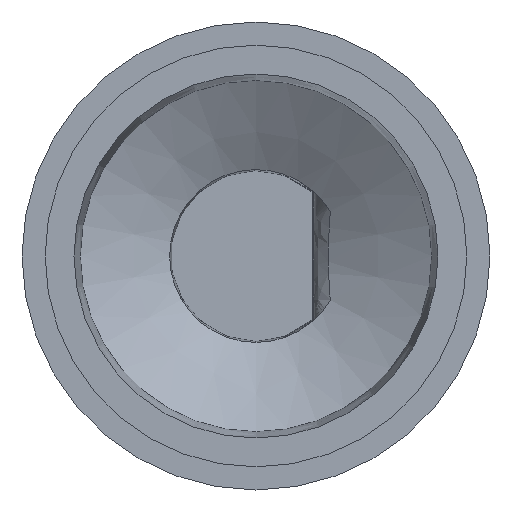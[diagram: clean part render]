
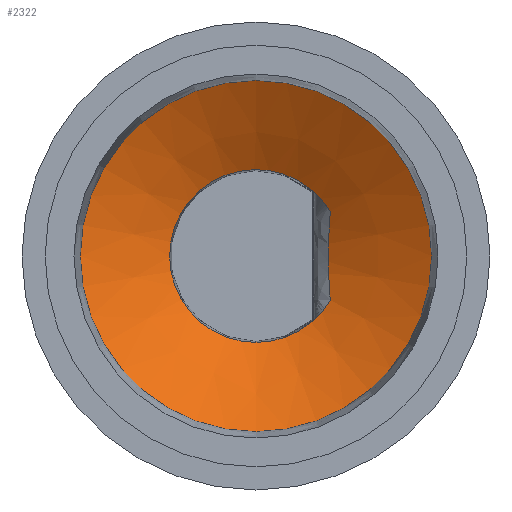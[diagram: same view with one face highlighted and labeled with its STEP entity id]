
A CAD part, front view. The second image highlights one B-rep face of the part: STEP entity #2322.
In plain terms, the highlighted conical face has half-angle 60 degrees and reference radius 4.536 mm.
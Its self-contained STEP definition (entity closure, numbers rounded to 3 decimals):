
#15=B_SPLINE_CURVE_WITH_KNOTS('',3,(#4077,#4078,#4079,#4080,#4081),
 .UNSPECIFIED.,.F.,.F.,(4,1,4),(0.584,0.732,0.946),
 .UNSPECIFIED.);
#16=B_SPLINE_CURVE_WITH_KNOTS('',3,(#4083,#4084,#4085,#4086),
 .UNSPECIFIED.,.F.,.F.,(4,4),(-0.015,0.),.UNSPECIFIED.);
#125=CONICAL_SURFACE('',#2590,4.536,1.047);
#338=FACE_OUTER_BOUND('',#457,.T.);
#457=EDGE_LOOP('',(#2000,#2001,#2002,#2003,#2004,#2005,#2006));
#550=CIRCLE('',#2591,2.99);
#551=CIRCLE('',#2592,2.99);
#552=CIRCLE('',#2593,6.081);
#669=LINE('',#4110,#792);
#792=VECTOR('',#3204,4.536);
#1017=VERTEX_POINT('',#4061);
#1018=VERTEX_POINT('',#4076);
#1019=VERTEX_POINT('',#4082);
#1021=VERTEX_POINT('',#4106);
#1022=VERTEX_POINT('',#4109);
#1351=EDGE_CURVE('',#1017,#1018,#15,.T.);
#1352=EDGE_CURVE('',#1018,#1019,#16,.T.);
#1355=EDGE_CURVE('',#1019,#1021,#550,.T.);
#1356=EDGE_CURVE('',#1021,#1017,#551,.T.);
#1357=EDGE_CURVE('',#1021,#1022,#669,.T.);
#1358=EDGE_CURVE('',#1022,#1022,#552,.T.);
#2000=ORIENTED_EDGE('',*,*,#1355,.F.);
#2001=ORIENTED_EDGE('',*,*,#1352,.F.);
#2002=ORIENTED_EDGE('',*,*,#1351,.F.);
#2003=ORIENTED_EDGE('',*,*,#1356,.F.);
#2004=ORIENTED_EDGE('',*,*,#1357,.T.);
#2005=ORIENTED_EDGE('',*,*,#1358,.T.);
#2006=ORIENTED_EDGE('',*,*,#1357,.F.);
#2322=ADVANCED_FACE('',(#338),#125,.F.);
#2590=AXIS2_PLACEMENT_3D('',#4105,#3198,#3199);
#2591=AXIS2_PLACEMENT_3D('',#4107,#3200,#3201);
#2592=AXIS2_PLACEMENT_3D('',#4108,#3202,#3203);
#2593=AXIS2_PLACEMENT_3D('',#4111,#3205,#3206);
#3198=DIRECTION('center_axis',(0.,-1.,0.));
#3199=DIRECTION('ref_axis',(0.,0.,
1.));
#3200=DIRECTION('center_axis',(0.,-1.,0.));
#3201=DIRECTION('ref_axis',(0.,0.,
1.));
#3202=DIRECTION('center_axis',(0.,-1.,0.));
#3203=DIRECTION('ref_axis',(0.,0.,
1.));
#3204=DIRECTION('',(0.,-0.5,-0.866));
#3205=DIRECTION('center_axis',(0.,-1.,0.));
#3206=DIRECTION('ref_axis',(1.,0.,0.));
#4061=CARTESIAN_POINT('',(-1.195,-3.269,-12.787));
#4076=CARTESIAN_POINT('',(-1.194,-3.27,-9.735));
#4077=CARTESIAN_POINT('Ctrl Pts',(-1.195,-3.269,-12.787));
#4078=CARTESIAN_POINT('Ctrl Pts',(-1.227,-3.128,-12.367));
#4079=CARTESIAN_POINT('Ctrl Pts',(-1.299,-2.875,-11.351));
#4080=CARTESIAN_POINT('Ctrl Pts',(-1.238,-3.071,-10.344));
#4081=CARTESIAN_POINT('Ctrl Pts',(-1.194,-3.27,-9.735));
#4082=CARTESIAN_POINT('',(-1.218,-3.27,-9.696));
#4083=CARTESIAN_POINT('Ctrl Pts',(-1.194,-3.27,-9.735));
#4084=CARTESIAN_POINT('Ctrl Pts',(-1.202,-3.27,-9.722));
#4085=CARTESIAN_POINT('Ctrl Pts',(-1.21,-3.27,-9.709));
#4086=CARTESIAN_POINT('Ctrl Pts',(-1.218,-3.27,-9.696));
#4105=CARTESIAN_POINT('Origin',(-3.766,-4.162,-11.261));
#4106=CARTESIAN_POINT('',(-3.766,-3.27,-14.251));
#4107=CARTESIAN_POINT('Origin',(-3.766,-3.27,-11.261));
#4108=CARTESIAN_POINT('Origin',(-3.766,-3.27,-11.261));
#4109=CARTESIAN_POINT('',(-3.766,-5.055,-17.342));
#4110=CARTESIAN_POINT('',(-3.766,-4.162,-15.796));
#4111=CARTESIAN_POINT('Origin',(-3.766,-5.055,-11.261));
